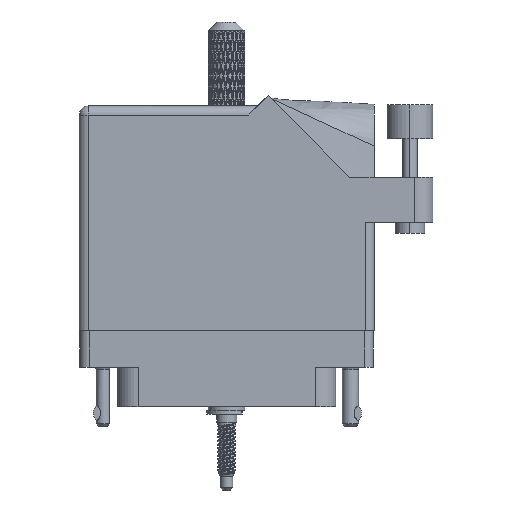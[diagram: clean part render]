
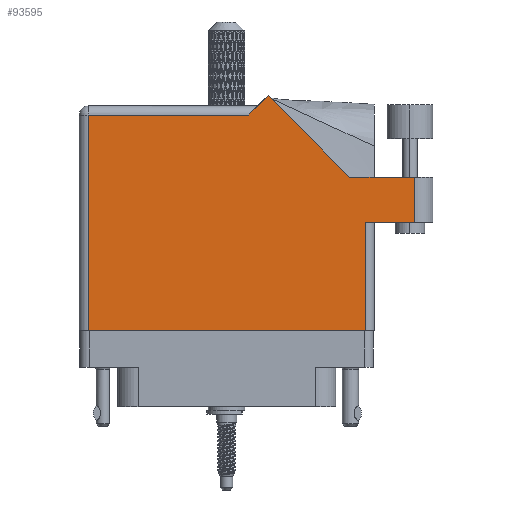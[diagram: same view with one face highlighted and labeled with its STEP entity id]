
A CAD part, front view. The second image highlights one B-rep face of the part: STEP entity #93595.
In plain terms, the highlighted face is planar.
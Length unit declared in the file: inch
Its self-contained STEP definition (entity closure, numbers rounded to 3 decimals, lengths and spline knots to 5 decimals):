
#2518 = VERTEX_POINT ( 'NONE', #89434 ) ;
#3847 = EDGE_CURVE ( 'NONE', #109664, #81091, #98347, .T. ) ;
#4105 = ORIENTED_EDGE ( 'NONE', *, *, #16122, .T. ) ;
#5857 = LINE ( 'NONE', #89096, #52899 ) ;
#5874 = EDGE_CURVE ( 'NONE', #81091, #64835, #31387, .T. ) ;
#5975 = LINE ( 'NONE', #106103, #10205 ) ;
#10205 = VECTOR ( 'NONE', #96679, 39.37008 ) ;
#11689 = AXIS2_PLACEMENT_3D ( 'NONE', #65370, #38212, #40912 ) ;
#14613 = DIRECTION ( 'NONE',  ( -0.707, 0.707, 0. ) ) ;
#16122 = EDGE_CURVE ( 'NONE', #61161, #34952, #48494, .T. ) ;
#21542 = LINE ( 'NONE', #81017, #36788 ) ;
#24914 = DIRECTION ( 'NONE',  ( 1., 0., 0. ) ) ;
#25913 = EDGE_LOOP ( 'NONE', ( #31716, #62413, #57201, #4105, #56918, #33062, #50425, #75886, #70019 ) ) ;
#27525 = CARTESIAN_POINT ( 'NONE',  ( 1.405, 0.944, 0.455 ) ) ;
#29043 = EDGE_CURVE ( 'NONE', #48412, #61161, #114001, .T. ) ;
#29992 = PLANE ( 'NONE',  #11689 ) ;
#31387 = LINE ( 'NONE', #57213, #41111 ) ;
#31716 = ORIENTED_EDGE ( 'NONE', *, *, #62665, .T. ) ;
#32124 = DIRECTION ( 'NONE',  ( 1., 0., 0. ) ) ;
#33062 = ORIENTED_EDGE ( 'NONE', *, *, #106132, .T. ) ;
#34952 = VERTEX_POINT ( 'NONE', #84155 ) ;
#36476 = CARTESIAN_POINT ( 'NONE',  ( -0.943, -0.1, 0.455 ) ) ;
#36788 = VECTOR ( 'NONE', #107829, 39.37008 ) ;
#38103 = VERTEX_POINT ( 'NONE', #61265 ) ;
#38212 = DIRECTION ( 'NONE',  ( 0., 0., -1. ) ) ;
#40912 = DIRECTION ( 'NONE',  ( -1., 0., 0. ) ) ;
#41111 = VECTOR ( 'NONE', #92132, 39.37008 ) ;
#44341 = FACE_OUTER_BOUND ( 'NONE', #25913, .T. ) ;
#48412 = VERTEX_POINT ( 'NONE', #74738 ) ;
#48489 = VECTOR ( 'NONE', #24914, 39.37008 ) ;
#48494 = LINE ( 'NONE', #56953, #102682 ) ;
#50425 = ORIENTED_EDGE ( 'NONE', *, *, #84438, .T. ) ;
#52899 = VECTOR ( 'NONE', #80952, 39.37008 ) ;
#56918 = ORIENTED_EDGE ( 'NONE', *, *, #85972, .T. ) ;
#56953 = CARTESIAN_POINT ( 'NONE',  ( 0.83942, 0.944, 0.455 ) ) ;
#57201 = ORIENTED_EDGE ( 'NONE', *, *, #29043, .T. ) ;
#57213 = CARTESIAN_POINT ( 'NONE',  ( 0.943, 0.637, 0.455 ) ) ;
#59881 = CARTESIAN_POINT ( 'NONE',  ( 1.005, 0.637, 0.455 ) ) ;
#60469 = LINE ( 'NONE', #36476, #113359 ) ;
#61161 = VERTEX_POINT ( 'NONE', #114296 ) ;
#61265 = CARTESIAN_POINT ( 'NONE',  ( 1.28, 0.637, 0.455 ) ) ;
#61339 = DIRECTION ( 'NONE',  ( 0., -1., 0. ) ) ;
#62413 = ORIENTED_EDGE ( 'NONE', *, *, #75911, .T. ) ;
#62665 = EDGE_CURVE ( 'NONE', #64835, #38103, #98530, .T. ) ;
#64835 = VERTEX_POINT ( 'NONE', #80114 ) ;
#65370 = CARTESIAN_POINT ( 'NONE',  ( -1.005, 1.43, 0.455 ) ) ;
#70019 = ORIENTED_EDGE ( 'NONE', *, *, #5874, .T. ) ;
#74738 = CARTESIAN_POINT ( 'NONE',  ( 1.28, 0.944, 0.455 ) ) ;
#75680 = CARTESIAN_POINT ( 'NONE',  ( -1.005, -0.1, 0.455 ) ) ;
#75886 = ORIENTED_EDGE ( 'NONE', *, *, #3847, .T. ) ;
#75911 = EDGE_CURVE ( 'NONE', #38103, #48412, #5975, .T. ) ;
#76974 = VERTEX_POINT ( 'NONE', #103794 ) ;
#80029 = DIRECTION ( 'NONE',  ( -1., 0., 0. ) ) ;
#80114 = CARTESIAN_POINT ( 'NONE',  ( 0.943, 0.637, 0.455 ) ) ;
#80952 = DIRECTION ( 'NONE',  ( -0.707, -0.707, 0. ) ) ;
#81017 = CARTESIAN_POINT ( 'NONE',  ( -1.005, 1.368, 0.455 ) ) ;
#81091 = VERTEX_POINT ( 'NONE', #93568 ) ;
#84155 = CARTESIAN_POINT ( 'NONE',  ( 0.28271, 1.50071, 0.455 ) ) ;
#84438 = EDGE_CURVE ( 'NONE', #2518, #109664, #60469, .T. ) ;
#85972 = EDGE_CURVE ( 'NONE', #34952, #76974, #5857, .T. ) ;
#86262 = VECTOR ( 'NONE', #80029, 39.37008 ) ;
#89096 = CARTESIAN_POINT ( 'NONE',  ( 0.212, 1.43, 0.455 ) ) ;
#89434 = CARTESIAN_POINT ( 'NONE',  ( -0.943, 1.368, 0.455 ) ) ;
#90492 = CARTESIAN_POINT ( 'NONE',  ( -0.943, -0.1, 0.455 ) ) ;
#92132 = DIRECTION ( 'NONE',  ( 0., 1., 0. ) ) ;
#93568 = CARTESIAN_POINT ( 'NONE',  ( 0.943, -0.1, 0.455 ) ) ;
#93595 = ADVANCED_FACE ( 'NONE', ( #44341 ), #29992, .F. ) ;
#96679 = DIRECTION ( 'NONE',  ( 0., 1., 0. ) ) ;
#98347 = LINE ( 'NONE', #75680, #99760 ) ;
#98530 = LINE ( 'NONE', #59881, #48489 ) ;
#99760 = VECTOR ( 'NONE', #32124, 39.37008 ) ;
#102682 = VECTOR ( 'NONE', #14613, 39.37008 ) ;
#103794 = CARTESIAN_POINT ( 'NONE',  ( 0.15, 1.368, 0.455 ) ) ;
#106103 = CARTESIAN_POINT ( 'NONE',  ( 1.28, 0.944, 0.455 ) ) ;
#106132 = EDGE_CURVE ( 'NONE', #76974, #2518, #21542, .T. ) ;
#107829 = DIRECTION ( 'NONE',  ( -1., 0., 0. ) ) ;
#109664 = VERTEX_POINT ( 'NONE', #90492 ) ;
#113359 = VECTOR ( 'NONE', #61339, 39.37008 ) ;
#114001 = LINE ( 'NONE', #27525, #86262 ) ;
#114296 = CARTESIAN_POINT ( 'NONE',  ( 0.83942, 0.944, 0.455 ) ) ;
